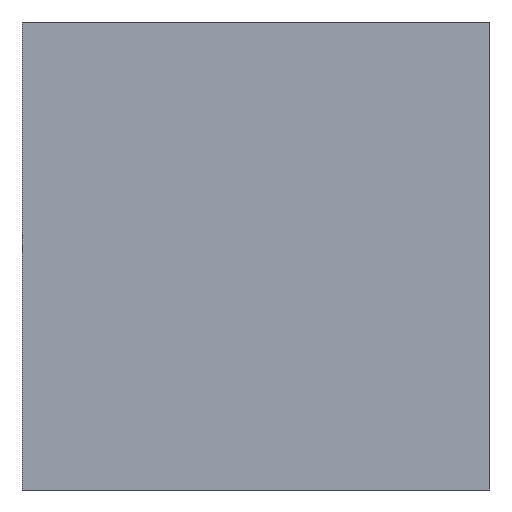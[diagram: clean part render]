
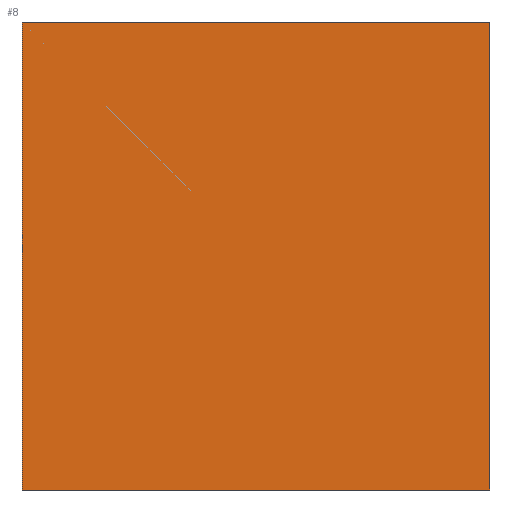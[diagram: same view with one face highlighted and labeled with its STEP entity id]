
A CAD part, front view. The second image highlights one B-rep face of the part: STEP entity #8.
In plain terms, the highlighted planar face has unit normal (0, -1, 0).
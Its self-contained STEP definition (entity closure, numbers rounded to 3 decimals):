
#3 = EDGE_LOOP ( 'NONE', ( #210, #130, #169, #48 ) ) ;
#5 = DIRECTION ( 'NONE',  ( 0., 0., 1. ) ) ;
#8 = ADVANCED_FACE ( 'NONE', ( #76 ), #142, .F. ) ;
#14 = VECTOR ( 'NONE', #223, 1000. ) ;
#22 = CARTESIAN_POINT ( 'NONE',  ( 1500., 0., 1500. ) ) ;
#27 = AXIS2_PLACEMENT_3D ( 'NONE', #222, #29, #219 ) ;
#29 = DIRECTION ( 'NONE',  ( 0., 1., 0. ) ) ;
#48 = ORIENTED_EDGE ( 'NONE', *, *, #192, .F. ) ;
#52 = VECTOR ( 'NONE', #172, 1000. ) ;
#57 = VERTEX_POINT ( 'NONE', #128 ) ;
#59 = VECTOR ( 'NONE', #5, 1000. ) ;
#68 = CARTESIAN_POINT ( 'NONE',  ( -1500., 0., 1500. ) ) ;
#76 = FACE_OUTER_BOUND ( 'NONE', #3, .T. ) ;
#84 = CARTESIAN_POINT ( 'NONE',  ( -1500., 0., -1500. ) ) ;
#91 = VERTEX_POINT ( 'NONE', #109 ) ;
#94 = DIRECTION ( 'NONE',  ( 0., 0., -1. ) ) ;
#105 = LINE ( 'NONE', #191, #52 ) ;
#109 = CARTESIAN_POINT ( 'NONE',  ( 1500., 0., -1500. ) ) ;
#114 = VERTEX_POINT ( 'NONE', #84 ) ;
#119 = LINE ( 'NONE', #68, #59 ) ;
#124 = LINE ( 'NONE', #22, #178 ) ;
#128 = CARTESIAN_POINT ( 'NONE',  ( 1500., 0., 1500. ) ) ;
#130 = ORIENTED_EDGE ( 'NONE', *, *, #196, .F. ) ;
#136 = VERTEX_POINT ( 'NONE', #168 ) ;
#142 = PLANE ( 'NONE',  #27 ) ;
#151 = CARTESIAN_POINT ( 'NONE',  ( 1500., 0., 1500. ) ) ;
#152 = LINE ( 'NONE', #151, #14 ) ;
#168 = CARTESIAN_POINT ( 'NONE',  ( -1500., 0., 1500. ) ) ;
#169 = ORIENTED_EDGE ( 'NONE', *, *, #204, .F. ) ;
#172 = DIRECTION ( 'NONE',  ( -1., 0., 0. ) ) ;
#178 = VECTOR ( 'NONE', #94, 1000. ) ;
#182 = EDGE_CURVE ( 'NONE', #114, #136, #119, .T. ) ;
#191 = CARTESIAN_POINT ( 'NONE',  ( 1500., 0., -1500. ) ) ;
#192 = EDGE_CURVE ( 'NONE', #136, #57, #152, .T. ) ;
#196 = EDGE_CURVE ( 'NONE', #91, #114, #105, .T. ) ;
#204 = EDGE_CURVE ( 'NONE', #57, #91, #124, .T. ) ;
#210 = ORIENTED_EDGE ( 'NONE', *, *, #182, .F. ) ;
#219 = DIRECTION ( 'NONE',  ( 0., 0., 1. ) ) ;
#222 = CARTESIAN_POINT ( 'NONE',  ( 0., 0., 0. ) ) ;
#223 = DIRECTION ( 'NONE',  ( 1., 0., 0. ) ) ;
